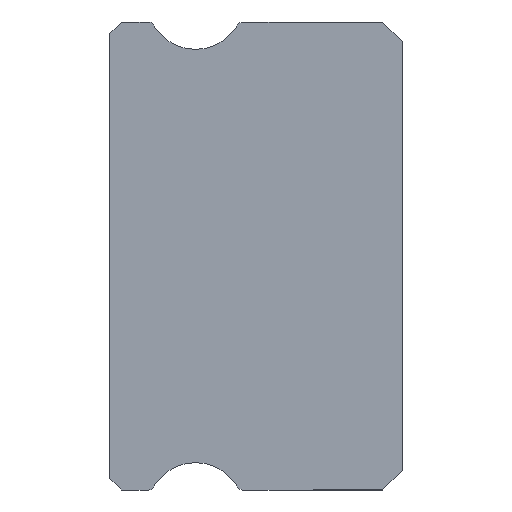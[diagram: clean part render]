
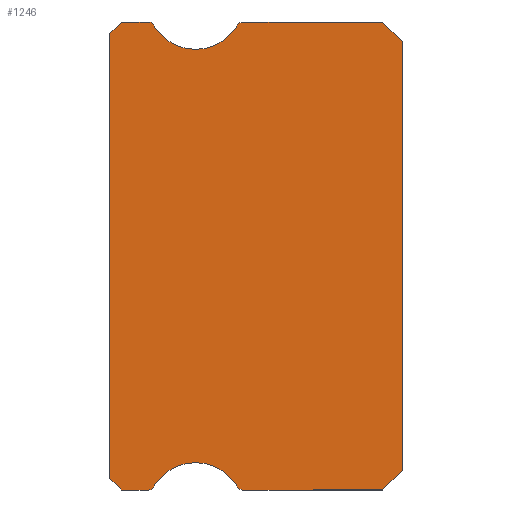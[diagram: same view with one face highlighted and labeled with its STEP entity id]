
A CAD part, left-side view. The second image highlights one B-rep face of the part: STEP entity #1246.
In plain terms, the highlighted planar face has unit normal (-1, 0, 0).
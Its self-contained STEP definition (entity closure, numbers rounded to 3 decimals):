
#1 = VERTEX_POINT ( 'NONE', #351 ) ;
#9 = VECTOR ( 'NONE', #310, 1000. ) ;
#37 = CARTESIAN_POINT ( 'NONE',  ( -10., 6.383, -5.925 ) ) ;
#52 = LINE ( 'NONE', #1206, #1011 ) ;
#53 = CARTESIAN_POINT ( 'NONE',  ( -10., 6.512, -6. ) ) ;
#64 = ORIENTED_EDGE ( 'NONE', *, *, #82, .F. ) ;
#73 = EDGE_CURVE ( 'NONE', #1021, #533, #358, .T. ) ;
#74 = DIRECTION ( 'NONE',  ( 0., 1., 0. ) ) ;
#77 = DIRECTION ( 'NONE',  ( -1., 0., 0. ) ) ;
#82 = EDGE_CURVE ( 'NONE', #1, #739, #340, .T. ) ;
#96 = VECTOR ( 'NONE', #920, 1000. ) ;
#102 = CARTESIAN_POINT ( 'NONE',  ( -10., 4.088, 6. ) ) ;
#104 = LINE ( 'NONE', #236, #1301 ) ;
#111 = CARTESIAN_POINT ( 'NONE',  ( -10., 0., -5.5 ) ) ;
#129 = EDGE_CURVE ( 'NONE', #1235, #827, #104, .T. ) ;
#136 = CARTESIAN_POINT ( 'NONE',  ( -10., 7.2, -6. ) ) ;
#159 = CARTESIAN_POINT ( 'NONE',  ( -10., 5.3, -6.55 ) ) ;
#212 = DIRECTION ( 'NONE',  ( 1., 0., 0. ) ) ;
#219 = VERTEX_POINT ( 'NONE', #1162 ) ;
#235 = EDGE_LOOP ( 'NONE', ( #330, #653, #1228, #867, #423, #758, #1114, #289, #889, #1294, #1186, #744, #1330, #1089, #1351, #64, #999 ) ) ;
#236 = CARTESIAN_POINT ( 'NONE',  ( -10., 7.5, 5.85 ) ) ;
#238 = EDGE_CURVE ( 'NONE', #739, #251, #1439, .T. ) ;
#245 = DIRECTION ( 'NONE',  ( 0., 1., 0. ) ) ;
#251 = VERTEX_POINT ( 'NONE', #864 ) ;
#253 = LINE ( 'NONE', #136, #96 ) ;
#254 = CARTESIAN_POINT ( 'NONE',  ( -10., 4.217, -5.925 ) ) ;
#258 = CARTESIAN_POINT ( 'NONE',  ( -10., 0., 5.5 ) ) ;
#269 = AXIS2_PLACEMENT_3D ( 'NONE', #345, #212, #337 ) ;
#276 = PLANE ( 'NONE',  #1180 ) ;
#284 = LINE ( 'NONE', #1172, #1210 ) ;
#289 = ORIENTED_EDGE ( 'NONE', *, *, #1284, .F. ) ;
#302 = EDGE_CURVE ( 'NONE', #1, #635, #946, .T. ) ;
#310 = DIRECTION ( 'NONE',  ( 0., -1., 0. ) ) ;
#313 = VERTEX_POINT ( 'NONE', #53 ) ;
#328 = EDGE_CURVE ( 'NONE', #1306, #761, #632, .T. ) ;
#330 = ORIENTED_EDGE ( 'NONE', *, *, #724, .T. ) ;
#337 = DIRECTION ( 'NONE',  ( 0., 0., -1. ) ) ;
#340 = CIRCLE ( 'NONE', #269, 0.15 ) ;
#341 = VECTOR ( 'NONE', #74, 1000. ) ;
#345 = CARTESIAN_POINT ( 'NONE',  ( -10., 6.512, 5.85 ) ) ;
#351 = CARTESIAN_POINT ( 'NONE',  ( -10., 6.512, 6. ) ) ;
#358 = LINE ( 'NONE', #111, #1037 ) ;
#360 = LINE ( 'NONE', #801, #684 ) ;
#364 = LINE ( 'NONE', #481, #1364 ) ;
#371 = DIRECTION ( 'NONE',  ( -1., 0., 0. ) ) ;
#390 = DIRECTION ( 'NONE',  ( 0., 0., -1. ) ) ;
#395 = DIRECTION ( 'NONE',  ( 0., 0., 1. ) ) ;
#417 = AXIS2_PLACEMENT_3D ( 'NONE', #745, #77, #1195 ) ;
#418 = DIRECTION ( 'NONE',  ( 0., 0.707, -0.707 ) ) ;
#423 = ORIENTED_EDGE ( 'NONE', *, *, #840, .F. ) ;
#427 = LINE ( 'NONE', #863, #9 ) ;
#435 = CARTESIAN_POINT ( 'NONE',  ( -10., 0., -5.5 ) ) ;
#466 = EDGE_CURVE ( 'NONE', #219, #787, #1320, .T. ) ;
#473 = DIRECTION ( 'NONE',  ( -1., 0., 0. ) ) ;
#476 = AXIS2_PLACEMENT_3D ( 'NONE', #159, #371, #611 ) ;
#481 = CARTESIAN_POINT ( 'NONE',  ( -10., 6.512, -6. ) ) ;
#487 = DIRECTION ( 'NONE',  ( 1., 0., 0. ) ) ;
#497 = EDGE_CURVE ( 'NONE', #1021, #540, #360, .T. ) ;
#533 = VERTEX_POINT ( 'NONE', #1260 ) ;
#538 = CARTESIAN_POINT ( 'NONE',  ( -10., 7.2, 6. ) ) ;
#540 = VERTEX_POINT ( 'NONE', #258 ) ;
#554 = CIRCLE ( 'NONE', #476, 1.25 ) ;
#596 = CARTESIAN_POINT ( 'NONE',  ( -10., 4.088, 5.85 ) ) ;
#610 = DIRECTION ( 'NONE',  ( 0., 0., -1. ) ) ;
#611 = DIRECTION ( 'NONE',  ( 0., 0., -1. ) ) ;
#614 = VERTEX_POINT ( 'NONE', #644 ) ;
#630 = EDGE_CURVE ( 'NONE', #251, #614, #645, .T. ) ;
#632 = LINE ( 'NONE', #1074, #643 ) ;
#635 = VERTEX_POINT ( 'NONE', #538 ) ;
#643 = VECTOR ( 'NONE', #737, 1000. ) ;
#644 = CARTESIAN_POINT ( 'NONE',  ( -10., 4.217, 5.925 ) ) ;
#645 = CIRCLE ( 'NONE', #417, 1.25 ) ;
#647 = CARTESIAN_POINT ( 'NONE',  ( -10., 0.5, 6. ) ) ;
#653 = ORIENTED_EDGE ( 'NONE', *, *, #129, .F. ) ;
#666 = AXIS2_PLACEMENT_3D ( 'NONE', #1023, #473, #390 ) ;
#684 = VECTOR ( 'NONE', #395, 1000. ) ;
#687 = EDGE_CURVE ( 'NONE', #761, #540, #52, .T. ) ;
#702 = CARTESIAN_POINT ( 'NONE',  ( -10., 7.5, 5.7 ) ) ;
#724 = EDGE_CURVE ( 'NONE', #635, #827, #284, .T. ) ;
#737 = DIRECTION ( 'NONE',  ( 0., -1., 0. ) ) ;
#739 = VERTEX_POINT ( 'NONE', #742 ) ;
#742 = CARTESIAN_POINT ( 'NONE',  ( -10., 6.383, 5.925 ) ) ;
#744 = ORIENTED_EDGE ( 'NONE', *, *, #328, .F. ) ;
#745 = CARTESIAN_POINT ( 'NONE',  ( -10., 5.3, 6.55 ) ) ;
#758 = ORIENTED_EDGE ( 'NONE', *, *, #1277, .F. ) ;
#761 = VERTEX_POINT ( 'NONE', #647 ) ;
#787 = VERTEX_POINT ( 'NONE', #254 ) ;
#798 = DIRECTION ( 'NONE',  ( 0., 0.707, -0.707 ) ) ;
#801 = CARTESIAN_POINT ( 'NONE',  ( -10., 0., 5.5 ) ) ;
#827 = VERTEX_POINT ( 'NONE', #702 ) ;
#832 = CARTESIAN_POINT ( 'NONE',  ( -10., 7.2, -6. ) ) ;
#835 = VERTEX_POINT ( 'NONE', #37 ) ;
#840 = EDGE_CURVE ( 'NONE', #835, #313, #985, .T. ) ;
#862 = VERTEX_POINT ( 'NONE', #832 ) ;
#863 = CARTESIAN_POINT ( 'NONE',  ( -10., 6.512, -6. ) ) ;
#864 = CARTESIAN_POINT ( 'NONE',  ( -10., 5.3, 5.3 ) ) ;
#867 = ORIENTED_EDGE ( 'NONE', *, *, #918, .T. ) ;
#889 = ORIENTED_EDGE ( 'NONE', *, *, #73, .F. ) ;
#896 = AXIS2_PLACEMENT_3D ( 'NONE', #1275, #1056, #610 ) ;
#902 = DIRECTION ( 'NONE',  ( 1., 0., 0. ) ) ;
#903 = FACE_OUTER_BOUND ( 'NONE', #235, .T. ) ;
#918 = EDGE_CURVE ( 'NONE', #862, #313, #427, .T. ) ;
#920 = DIRECTION ( 'NONE',  ( 0., -0.707, -0.707 ) ) ;
#926 = DIRECTION ( 'NONE',  ( 0., 0., -1. ) ) ;
#945 = DIRECTION ( 'NONE',  ( 0., -0.707, -0.707 ) ) ;
#946 = LINE ( 'NONE', #1308, #341 ) ;
#985 = CIRCLE ( 'NONE', #1182, 0.15 ) ;
#999 = ORIENTED_EDGE ( 'NONE', *, *, #302, .T. ) ;
#1011 = VECTOR ( 'NONE', #945, 1000. ) ;
#1014 = DIRECTION ( 'NONE',  ( 0., 0., -1. ) ) ;
#1021 = VERTEX_POINT ( 'NONE', #435 ) ;
#1022 = CARTESIAN_POINT ( 'NONE',  ( -10., 6.512, -5.85 ) ) ;
#1023 = CARTESIAN_POINT ( 'NONE',  ( -10., 5.3, 6.55 ) ) ;
#1037 = VECTOR ( 'NONE', #798, 1000. ) ;
#1038 = CARTESIAN_POINT ( 'NONE',  ( -10., 6.512, 5.85 ) ) ;
#1044 = DIRECTION ( 'NONE',  ( 0., 0., -1. ) ) ;
#1056 = DIRECTION ( 'NONE',  ( 1., 0., 0. ) ) ;
#1074 = CARTESIAN_POINT ( 'NONE',  ( -10., 6.512, 6. ) ) ;
#1089 = ORIENTED_EDGE ( 'NONE', *, *, #630, .F. ) ;
#1114 = ORIENTED_EDGE ( 'NONE', *, *, #466, .F. ) ;
#1123 = DIRECTION ( 'NONE',  ( 0., 0., 1. ) ) ;
#1125 = EDGE_CURVE ( 'NONE', #614, #1306, #1203, .T. ) ;
#1135 = CARTESIAN_POINT ( 'NONE',  ( -10., 7.5, -5.7 ) ) ;
#1151 = AXIS2_PLACEMENT_3D ( 'NONE', #596, #902, #1044 ) ;
#1162 = CARTESIAN_POINT ( 'NONE',  ( -10., 4.088, -6. ) ) ;
#1172 = CARTESIAN_POINT ( 'NONE',  ( -10., 7.5, 5.7 ) ) ;
#1180 = AXIS2_PLACEMENT_3D ( 'NONE', #1038, #487, #926 ) ;
#1182 = AXIS2_PLACEMENT_3D ( 'NONE', #1022, #1270, #1014 ) ;
#1186 = ORIENTED_EDGE ( 'NONE', *, *, #687, .F. ) ;
#1195 = DIRECTION ( 'NONE',  ( 0., 0., -1. ) ) ;
#1203 = CIRCLE ( 'NONE', #1151, 0.15 ) ;
#1206 = CARTESIAN_POINT ( 'NONE',  ( -10., 0.5, 6. ) ) ;
#1210 = VECTOR ( 'NONE', #418, 1000. ) ;
#1228 = ORIENTED_EDGE ( 'NONE', *, *, #1302, .T. ) ;
#1235 = VERTEX_POINT ( 'NONE', #1135 ) ;
#1246 = ADVANCED_FACE ( 'NONE', ( #903 ), #276, .F. ) ;
#1260 = CARTESIAN_POINT ( 'NONE',  ( -10., 0.5, -6. ) ) ;
#1270 = DIRECTION ( 'NONE',  ( 1., 0., 0. ) ) ;
#1275 = CARTESIAN_POINT ( 'NONE',  ( -10., 4.088, -5.85 ) ) ;
#1277 = EDGE_CURVE ( 'NONE', #787, #835, #554, .T. ) ;
#1284 = EDGE_CURVE ( 'NONE', #533, #219, #364, .T. ) ;
#1294 = ORIENTED_EDGE ( 'NONE', *, *, #497, .T. ) ;
#1301 = VECTOR ( 'NONE', #1123, 1000. ) ;
#1302 = EDGE_CURVE ( 'NONE', #1235, #862, #253, .T. ) ;
#1306 = VERTEX_POINT ( 'NONE', #102 ) ;
#1308 = CARTESIAN_POINT ( 'NONE',  ( -10., 7.2, 6. ) ) ;
#1320 = CIRCLE ( 'NONE', #896, 0.15 ) ;
#1330 = ORIENTED_EDGE ( 'NONE', *, *, #1125, .F. ) ;
#1351 = ORIENTED_EDGE ( 'NONE', *, *, #238, .F. ) ;
#1364 = VECTOR ( 'NONE', #245, 1000. ) ;
#1439 = CIRCLE ( 'NONE', #666, 1.25 ) ;
